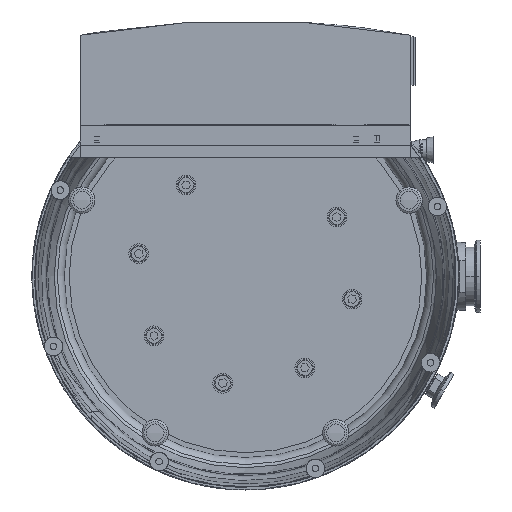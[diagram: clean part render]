
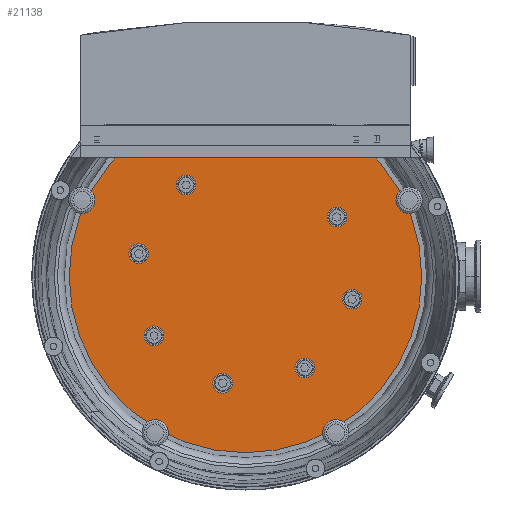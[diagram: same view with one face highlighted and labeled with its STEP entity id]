
A CAD part, front view. The second image highlights one B-rep face of the part: STEP entity #21138.
In plain terms, the highlighted planar face has unit normal (0, 1, 0).
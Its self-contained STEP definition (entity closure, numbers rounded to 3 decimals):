
#18595=CARTESIAN_POINT('',(0.,293.5,133.75));
#18596=VERTEX_POINT('',#18595);
#18597=CARTESIAN_POINT('',(0.,293.5,0.));
#18598=DIRECTION('',(0.0,1.0,0.0));
#18599=DIRECTION('',(0.0,0.0,1.0));
#18600=AXIS2_PLACEMENT_3D('',#18597,#18598,#18599);
#18601=CIRCLE('',#18600,133.75);
#18602=EDGE_CURVE('',#18596,#18596,#18601,.T.);
#21130=CARTESIAN_POINT('',(0.0,293.5,66.875));
#21131=DIRECTION('',(0.0,1.0,0.0));
#21132=DIRECTION('',(0.0,0.0,1.0));
#21133=AXIS2_PLACEMENT_3D('',#21130,#21131,#21132);
#21134=PLANE('',#21133);
#21135=ORIENTED_EDGE('',*,*,#18602,.T.);
#21136=EDGE_LOOP('',(#21135));
#21137=FACE_OUTER_BOUND('',#21136,.T.);
#21138=ADVANCED_FACE('',(#21137),#21134,.T.);
